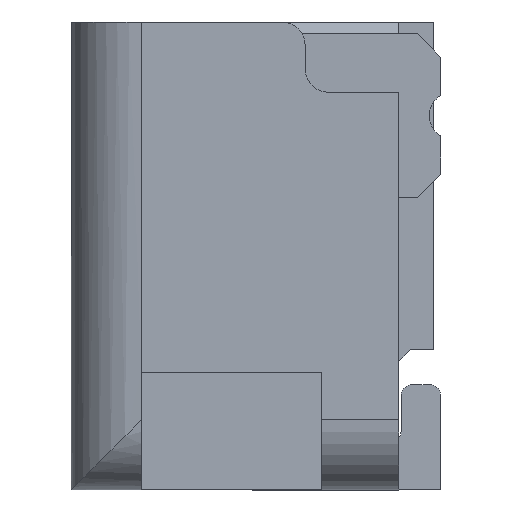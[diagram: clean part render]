
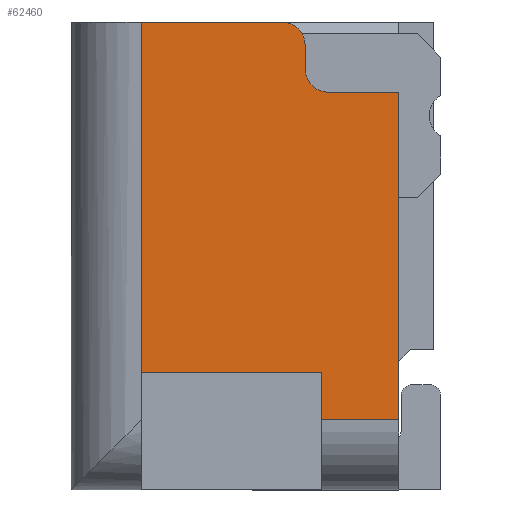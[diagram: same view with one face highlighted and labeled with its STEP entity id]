
A CAD part, left-side view. The second image highlights one B-rep face of the part: STEP entity #62460.
In plain terms, the highlighted planar face has unit normal (-1, 0, 0).
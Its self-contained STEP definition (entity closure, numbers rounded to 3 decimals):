
#37320=CARTESIAN_POINT('',(1.5,1.19,2.03));
#37330=VERTEX_POINT('',#37320);
#37360=CARTESIAN_POINT('',(1.5,1.19,0.));
#37370=DIRECTION('',(0.,0.,-1.));
#37380=VECTOR('',#37370,1.);
#37390=LINE('',#37360,#37380);
#37400=CARTESIAN_POINT('',(1.5,1.19,0.53));
#37410=VERTEX_POINT('',#37400);
#37420=EDGE_CURVE('',#37330,#37410,#37390,.T.);
#60070=CARTESIAN_POINT('',(1.5,0.,0.53));
#60080=DIRECTION('',(0.,-1.,0.));
#60090=VECTOR('',#60080,1.);
#60100=LINE('',#60070,#60090);
#60110=CARTESIAN_POINT('',(1.5,0.42,0.53));
#60120=VERTEX_POINT('',#60110);
#60130=EDGE_CURVE('',#37410,#60120,#60100,.T.);
#61730=CARTESIAN_POINT('',(1.5,0.067,2.082));
#61740=DIRECTION('',(-1.,0.,0.));
#61750=DIRECTION('',(0.,1.,0.));
#61760=AXIS2_PLACEMENT_3D('',#61730,#61740,#61750);
#61770=PLANE('',#61760);
#61780=CARTESIAN_POINT('',(1.5,0.42,0.));
#61790=DIRECTION('',(0.,0.,-1.));
#61800=VECTOR('',#61790,1.);
#61810=LINE('',#61780,#61800);
#61820=CARTESIAN_POINT('',(1.5,0.42,0.33));
#61830=VERTEX_POINT('',#61820);
#61840=EDGE_CURVE('',#60120,#61830,#61810,.T.);
#61850=ORIENTED_EDGE('',*,*,#61840,.T.);
#61860=ORIENTED_EDGE('',*,*,#60130,.T.);
#61870=ORIENTED_EDGE('',*,*,#37420,.T.);
#61880=CARTESIAN_POINT('',(1.5,0.,2.03));
#61890=DIRECTION('',(0.,1.,0.));
#61900=VECTOR('',#61890,1.);
#61910=LINE('',#61880,#61900);
#61920=CARTESIAN_POINT('',(1.5,0.59,2.03));
#61930=VERTEX_POINT('',#61920);
#61940=EDGE_CURVE('',#61930,#37330,#61910,.T.);
#61950=ORIENTED_EDGE('',*,*,#61940,.T.);
#61960=CARTESIAN_POINT('',(1.5,0.59,1.93));
#61970=DIRECTION('',(1.,0.,0.));
#61980=DIRECTION('',(0.,-1.,0.));
#61990=AXIS2_PLACEMENT_3D('',#61960,#61970,#61980);
#62000=CIRCLE('',#61990,0.1);
#62010=CARTESIAN_POINT('',(1.5,0.49,1.93));
#62020=VERTEX_POINT('',#62010);
#62030=EDGE_CURVE('',#61930,#62020,#62000,.T.);
#62040=ORIENTED_EDGE('',*,*,#62030,.F.);
#62050=CARTESIAN_POINT('',(1.5,0.49,0.));
#62060=DIRECTION('',(0.,0.,-1.));
#62070=VECTOR('',#62060,1.);
#62080=LINE('',#62050,#62070);
#62090=CARTESIAN_POINT('',(1.5,0.49,1.83));
#62100=VERTEX_POINT('',#62090);
#62110=EDGE_CURVE('',#62020,#62100,#62080,.T.);
#62120=ORIENTED_EDGE('',*,*,#62110,.F.);
#62130=CARTESIAN_POINT('',(1.5,0.39,1.83));
#62140=DIRECTION('',(-1.,0.,0.));
#62150=DIRECTION('',(0.,1.,0.));
#62160=AXIS2_PLACEMENT_3D('',#62130,#62140,#62150);
#62170=CIRCLE('',#62160,0.1);
#62180=CARTESIAN_POINT('',(1.5,0.39,1.73));
#62190=VERTEX_POINT('',#62180);
#62200=EDGE_CURVE('',#62100,#62190,#62170,.T.);
#62210=ORIENTED_EDGE('',*,*,#62200,.F.);
#62220=CARTESIAN_POINT('',(1.5,0.,1.73));
#62230=DIRECTION('',(0.,-1.,0.));
#62240=VECTOR('',#62230,1.);
#62250=LINE('',#62220,#62240);
#62260=CARTESIAN_POINT('',(1.5,0.09,1.73));
#62270=VERTEX_POINT('',#62260);
#62280=EDGE_CURVE('',#62190,#62270,#62250,.T.);
#62290=ORIENTED_EDGE('',*,*,#62280,.F.);
#62300=CARTESIAN_POINT('',(1.5,0.09,0.));
#62310=DIRECTION('',(0.,0.,1.));
#62320=VECTOR('',#62310,1.);
#62330=LINE('',#62300,#62320);
#62340=CARTESIAN_POINT('',(1.5,0.09,0.33));
#62350=VERTEX_POINT('',#62340);
#62360=EDGE_CURVE('',#62350,#62270,#62330,.T.);
#62370=ORIENTED_EDGE('',*,*,#62360,.T.);
#62380=CARTESIAN_POINT('',(1.5,0.,0.33));
#62390=DIRECTION('',(0.,-1.,0.));
#62400=VECTOR('',#62390,1.);
#62410=LINE('',#62380,#62400);
#62420=EDGE_CURVE('',#61830,#62350,#62410,.T.);
#62430=ORIENTED_EDGE('',*,*,#62420,.T.);
#62440=EDGE_LOOP('',(#62430,#62370,#62290,#62210,#62120,#62040,#61950,
#61870,#61860,#61850));
#62450=FACE_OUTER_BOUND('',#62440,.T.);
#62460=ADVANCED_FACE('',(#62450),#61770,.T.);
